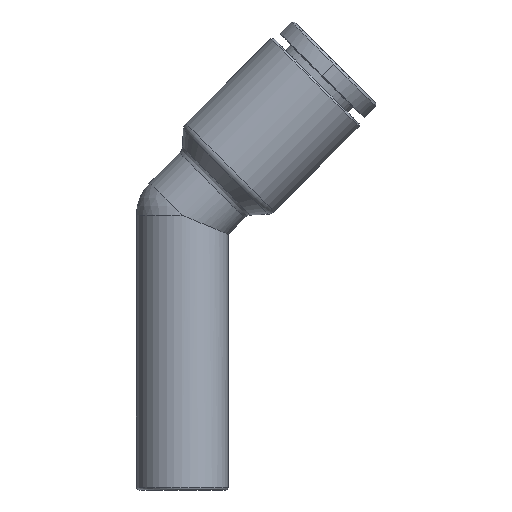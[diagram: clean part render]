
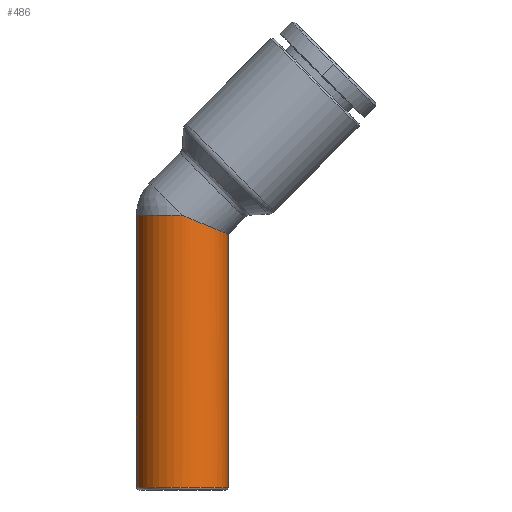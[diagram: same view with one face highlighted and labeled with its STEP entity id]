
A CAD part, front view. The second image highlights one B-rep face of the part: STEP entity #486.
In plain terms, the highlighted cylindrical face has radius 5 mm (diameter 10 mm), a partial arc.
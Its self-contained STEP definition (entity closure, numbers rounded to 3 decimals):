
#143=CARTESIAN_POINT('',(-4.97,0.,6.321));
#144=VERTEX_POINT('',#143);
#266=CARTESIAN_POINT('',(0.03,-5.,6.321));
#267=VERTEX_POINT('',#266);
#275=CARTESIAN_POINT('',(5.03,0.,4.25));
#276=VERTEX_POINT('',#275);
#277=CARTESIAN_POINT('',(0.03,0.,6.321));
#278=DIRECTION('',(-0.383,0.,-0.924));
#279=DIRECTION('',(-0.924,0.,0.383));
#280=AXIS2_PLACEMENT_3D('',#277,#278,#279);
#281=ELLIPSE('',#280,5.412,5.);
#282=EDGE_CURVE('',#276,#267,#281,.T.);
#448=CARTESIAN_POINT('',(0.03,0.,4.821));
#449=DIRECTION('',(0.0,0.,1.0));
#450=DIRECTION('',(-1.0,0.0,0.0));
#451=AXIS2_PLACEMENT_3D('',#448,#449,#450);
#452=CYLINDRICAL_SURFACE('',#451,5.);
#453=CARTESIAN_POINT('',(-4.97,0.,-23.379));
#454=VERTEX_POINT('',#453);
#455=CARTESIAN_POINT('',(-4.97,0.,-23.379));
#456=DIRECTION('',(0.0,0.0,1.0));
#457=VECTOR('',#456,29.7);
#458=LINE('',#455,#457);
#459=EDGE_CURVE('',#454,#144,#458,.T.);
#460=ORIENTED_EDGE('',*,*,#459,.F.);
#461=CARTESIAN_POINT('',(5.03,0.,-23.379));
#462=VERTEX_POINT('',#461);
#463=CARTESIAN_POINT('',(0.03,0.,-23.379));
#464=DIRECTION('',(0.0,0.0,-1.0));
#465=DIRECTION('',(1.0,0.0,0.0));
#466=AXIS2_PLACEMENT_3D('',#463,#464,#465);
#467=CIRCLE('',#466,5.);
#468=EDGE_CURVE('',#462,#454,#467,.T.);
#469=ORIENTED_EDGE('',*,*,#468,.F.);
#470=CARTESIAN_POINT('',(5.03,0.,4.25));
#471=DIRECTION('',(0.0,0.0,-1.0));
#472=VECTOR('',#471,27.629);
#473=LINE('',#470,#472);
#474=EDGE_CURVE('',#276,#462,#473,.T.);
#475=ORIENTED_EDGE('',*,*,#474,.F.);
#476=ORIENTED_EDGE('',*,*,#282,.T.);
#477=CARTESIAN_POINT('',(0.03,0.,6.321));
#478=DIRECTION('',(0.0,0.0,1.0));
#479=DIRECTION('',(-1.0,0.0,0.0));
#480=AXIS2_PLACEMENT_3D('',#477,#478,#479);
#481=CIRCLE('',#480,5.0);
#482=EDGE_CURVE('',#144,#267,#481,.T.);
#483=ORIENTED_EDGE('',*,*,#482,.F.);
#484=EDGE_LOOP('',(#460,#469,#475,#476,#483));
#485=FACE_OUTER_BOUND('',#484,.T.);
#486=ADVANCED_FACE('',(#485),#452,.T.);
